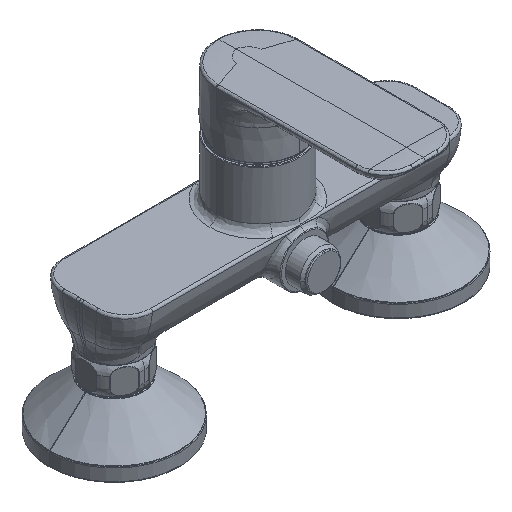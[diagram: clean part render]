
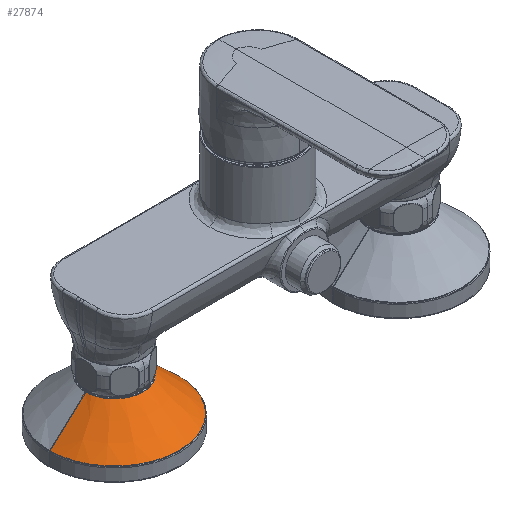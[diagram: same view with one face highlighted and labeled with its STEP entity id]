
A CAD part, isometric view. The second image highlights one B-rep face of the part: STEP entity #27874.
In plain terms, the highlighted conical face has half-angle 47.291 degrees and reference radius 34.178 mm.
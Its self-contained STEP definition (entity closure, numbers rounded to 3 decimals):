
#630 = CARTESIAN_POINT ( 'NONE',  ( -75., -24., -47.203 ) ) ;
#658 = CARTESIAN_POINT ( 'NONE',  ( -75., -24., -47.203 ) ) ;
#874 = AXIS2_PLACEMENT_3D ( 'NONE', #658, #21133, #5918 ) ;
#1041 = AXIS2_PLACEMENT_3D ( 'NONE', #630, #18761, #31183 ) ;
#2371 = VERTEX_POINT ( 'NONE', #2513 ) ;
#2513 = CARTESIAN_POINT ( 'NONE',  ( -109.178, -24., -47.203 ) ) ;
#2544 = VERTEX_POINT ( 'NONE', #15863 ) ;
#2733 = DIRECTION ( 'NONE',  ( 0.735, 0., -0.678 ) ) ;
#2858 = CONICAL_SURFACE ( 'NONE', #874, 34.178, 0.825 ) ;
#3064 = CIRCLE ( 'NONE', #25761, 34.178 ) ;
#3750 = ORIENTED_EDGE ( 'NONE', *, *, #15691, .T. ) ;
#5174 = CARTESIAN_POINT ( 'NONE',  ( -75., -24., -29.765 ) ) ;
#5630 = FACE_OUTER_BOUND ( 'NONE', #14719, .T. ) ;
#5918 = DIRECTION ( 'NONE',  ( -1., 0., 0. ) ) ;
#7052 = ORIENTED_EDGE ( 'NONE', *, *, #13148, .F. ) ;
#7068 = VERTEX_POINT ( 'NONE', #32175 ) ;
#7239 = DIRECTION ( 'NONE',  ( 0.004, 1., 0. ) ) ;
#7461 = DIRECTION ( 'NONE',  ( 0., 0., -1. ) ) ;
#8497 = CIRCLE ( 'NONE', #1041, 34.178 ) ;
#11028 = AXIS2_PLACEMENT_3D ( 'NONE', #18137, #15591, #28297 ) ;
#13061 = AXIS2_PLACEMENT_3D ( 'NONE', #5174, #15280, #30335 ) ;
#13148 = EDGE_CURVE ( 'NONE', #2544, #22218, #28998, .T. ) ;
#13380 = CIRCLE ( 'NONE', #11028, 15.287 ) ;
#14719 = EDGE_LOOP ( 'NONE', ( #7052, #3750, #32387, #31678, #16498, #31808 ) ) ;
#14811 = DIRECTION ( 'NONE',  ( -0.735, 0., -0.678 ) ) ;
#14904 = EDGE_CURVE ( 'NONE', #15920, #2371, #3064, .T. ) ;
#15196 = VECTOR ( 'NONE', #14811, 1000. ) ;
#15280 = DIRECTION ( 'NONE',  ( 0., 0., -1. ) ) ;
#15591 = DIRECTION ( 'NONE',  ( 0., 0., -1. ) ) ;
#15622 = LINE ( 'NONE', #23786, #15196 ) ;
#15652 = CIRCLE ( 'NONE', #13061, 15.287 ) ;
#15691 = EDGE_CURVE ( 'NONE', #2544, #31753, #13380, .T. ) ;
#15863 = CARTESIAN_POINT ( 'NONE',  ( -59.713, -24., -29.765 ) ) ;
#15920 = VERTEX_POINT ( 'NONE', #21347 ) ;
#16498 = ORIENTED_EDGE ( 'NONE', *, *, #14904, .F. ) ;
#16916 = CARTESIAN_POINT ( 'NONE',  ( -40.822, -24., -47.203 ) ) ;
#18137 = CARTESIAN_POINT ( 'NONE',  ( -75., -24., -29.765 ) ) ;
#18761 = DIRECTION ( 'NONE',  ( 0., 0., -1. ) ) ;
#20278 = CARTESIAN_POINT ( 'NONE',  ( -40.822, -24., -47.203 ) ) ;
#20966 = CARTESIAN_POINT ( 'NONE',  ( -75.095, -39.287, -29.765 ) ) ;
#21133 = DIRECTION ( 'NONE',  ( 0., 0., -1. ) ) ;
#21347 = CARTESIAN_POINT ( 'NONE',  ( -75.152, -58.178, -47.203 ) ) ;
#21747 = EDGE_CURVE ( 'NONE', #22218, #15920, #8497, .T. ) ;
#22218 = VERTEX_POINT ( 'NONE', #16916 ) ;
#22716 = CARTESIAN_POINT ( 'NONE',  ( -75., -24., -47.203 ) ) ;
#23786 = CARTESIAN_POINT ( 'NONE',  ( -109.178, -24., -47.203 ) ) ;
#24578 = VECTOR ( 'NONE', #2733, 1000. ) ;
#24687 = EDGE_CURVE ( 'NONE', #31753, #7068, #15652, .T. ) ;
#25761 = AXIS2_PLACEMENT_3D ( 'NONE', #22716, #7461, #7239 ) ;
#26589 = EDGE_CURVE ( 'NONE', #7068, #2371, #15622, .T. ) ;
#27874 = ADVANCED_FACE ( 'NONE', ( #5630 ), #2858, .T. ) ;
#28297 = DIRECTION ( 'NONE',  ( 0., -1., 0. ) ) ;
#28998 = LINE ( 'NONE', #20278, #24578 ) ;
#30335 = DIRECTION ( 'NONE',  ( 0., -1., 0. ) ) ;
#31183 = DIRECTION ( 'NONE',  ( 0.004, 1., 0. ) ) ;
#31678 = ORIENTED_EDGE ( 'NONE', *, *, #26589, .T. ) ;
#31753 = VERTEX_POINT ( 'NONE', #20966 ) ;
#31808 = ORIENTED_EDGE ( 'NONE', *, *, #21747, .F. ) ;
#32175 = CARTESIAN_POINT ( 'NONE',  ( -90.287, -24., -29.765 ) ) ;
#32387 = ORIENTED_EDGE ( 'NONE', *, *, #24687, .T. ) ;
